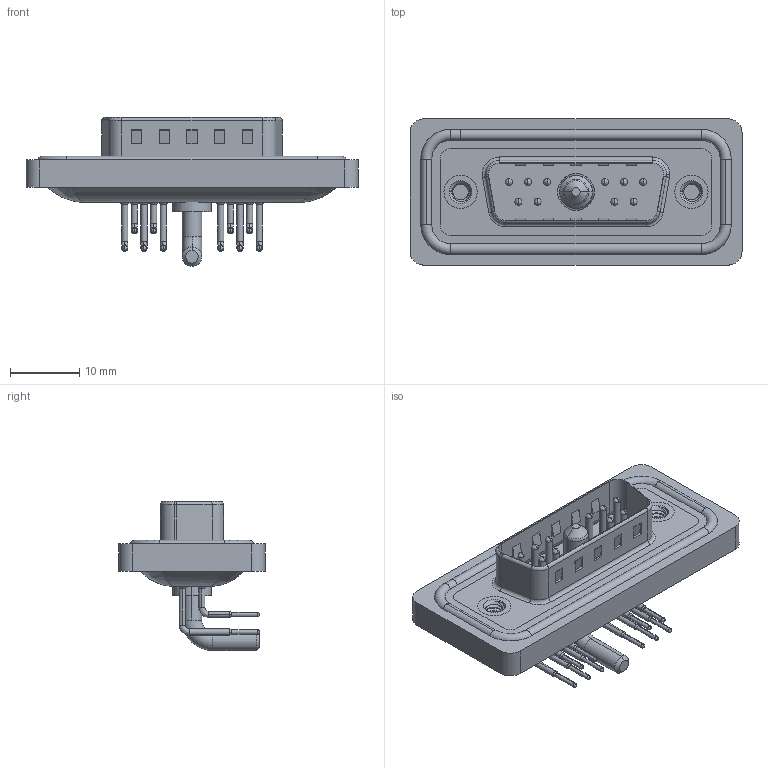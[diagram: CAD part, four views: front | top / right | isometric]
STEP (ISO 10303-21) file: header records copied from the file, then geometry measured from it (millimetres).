
FILE_DESCRIPTION (( 'STEP AP203' ), '1' );
FILE_NAME ('629W11W1640-2N2.STEP', '2024-04-11T14:49:11', ( '' ), ( '' ), 'SwSTEP 2.0', 'SolidWorks 2023', '' );
FILE_SCHEMA (( 'CONFIG_CONTROL_DESIGN' ));
Length unit declared in the file: millimetre
Products named in the file (9): Power Pin_20A RA; 629Combo Contact Row 2; 629W11W1640-2N2; 629Combo Housing_11W1; 629Combo Shell Front_15 Contacts; 629Combo Waterproof Housing_15 Contacts; 629Combo Threaded Rivet_2; 629Combo Contact Row 1; 629Combo Shell Rear_15 Contacts
Assembly tree (17 placements, depth 2):
  629W11W1640-2N2
    629Combo Housing_11W1
    629Combo Shell Rear_15 Contacts
    629Combo Shell Front_15 Contacts
    629Combo Waterproof Housing_15 Contacts
    629Combo Threaded Rivet_2  x2
    Power Pin_20A RA
    629Combo Contact Row 1  x6
    629Combo Contact Row 2  x4
Bounding box: 47.9 x 21.1 x 21.5 mm (x, y, z)
Volume: 5600.3 mm3; surface area: 9280.4 mm2
Topology: 19 solids, 22 shells, 1603 faces, 4354 edges, 2811 vertices
Faces by surface type: plane 836, cylinder 569, bspline 71, torus 68, cone 59
Entity records: 25963 total; most frequent: CARTESIAN_POINT 6016, DIRECTION 4077, ORIENTED_EDGE 3826, EDGE_CURVE 1913, AXIS2_PLACEMENT_3D 1481, VERTEX_POINT 1229, LINE 1115, VECTOR 1115
